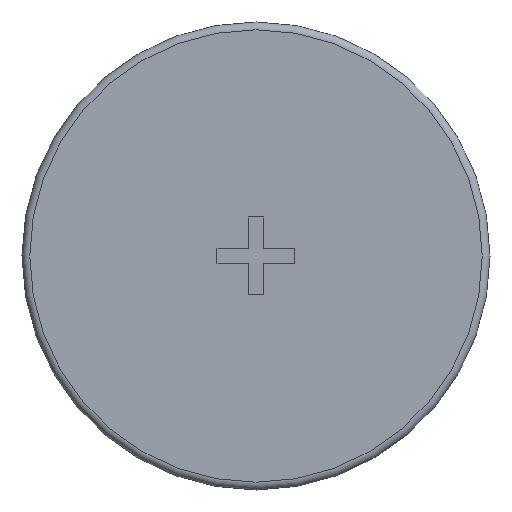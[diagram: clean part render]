
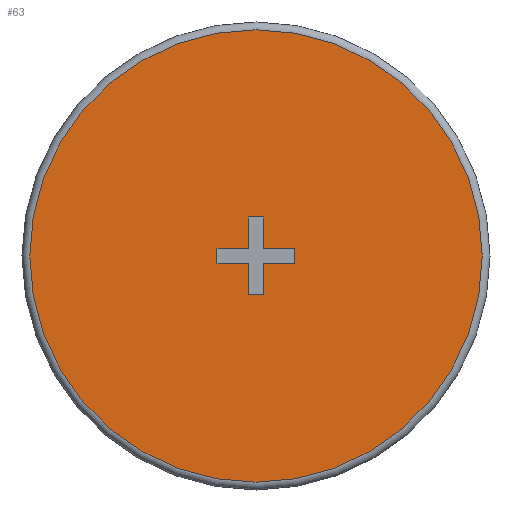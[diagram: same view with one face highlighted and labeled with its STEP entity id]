
A CAD part, front view. The second image highlights one B-rep face of the part: STEP entity #63.
In plain terms, the highlighted planar face has unit normal (0, -1, 0).
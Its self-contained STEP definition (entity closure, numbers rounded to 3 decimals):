
#63 = ADVANCED_FACE( '', ( #133, #134 ), #135, .F. );
#133 = FACE_BOUND( '', #210, .T. );
#134 = FACE_OUTER_BOUND( '', #211, .T. );
#135 = PLANE( '', #212 );
#210 = EDGE_LOOP( '', ( #328, #329, #330, #331, #332, #333, #334, #335, #336, #337, #338, #339 ) );
#211 = EDGE_LOOP( '', ( #340 ) );
#212 = AXIS2_PLACEMENT_3D( '', #341, #342, #343 );
#328 = ORIENTED_EDGE( '', *, *, #430, .T. );
#329 = ORIENTED_EDGE( '', *, *, #449, .F. );
#330 = ORIENTED_EDGE( '', *, *, #464, .T. );
#331 = ORIENTED_EDGE( '', *, *, #460, .T. );
#332 = ORIENTED_EDGE( '', *, *, #465, .T. );
#333 = ORIENTED_EDGE( '', *, *, #452, .T. );
#334 = ORIENTED_EDGE( '', *, *, #466, .T. );
#335 = ORIENTED_EDGE( '', *, *, #456, .T. );
#336 = ORIENTED_EDGE( '', *, *, #467, .T. );
#337 = ORIENTED_EDGE( '', *, *, #468, .T. );
#338 = ORIENTED_EDGE( '', *, *, #425, .T. );
#339 = ORIENTED_EDGE( '', *, *, #469, .T. );
#340 = ORIENTED_EDGE( '', *, *, #470, .T. );
#341 = CARTESIAN_POINT( '', ( 14.5, 0., 0. ) );
#342 = DIRECTION( '', ( 0., 1., 0. ) );
#343 = DIRECTION( '', ( 0., 0., 1. ) );
#425 = EDGE_CURVE( '', #491, #492, #493, .T. );
#430 = EDGE_CURVE( '', #500, #501, #502, .T. );
#449 = EDGE_CURVE( '', #533, #501, #534, .T. );
#452 = EDGE_CURVE( '', #537, #538, #539, .T. );
#456 = EDGE_CURVE( '', #543, #544, #545, .T. );
#460 = EDGE_CURVE( '', #549, #550, #551, .T. );
#464 = EDGE_CURVE( '', #533, #549, #555, .T. );
#465 = EDGE_CURVE( '', #550, #537, #556, .T. );
#466 = EDGE_CURVE( '', #538, #543, #557, .T. );
#467 = EDGE_CURVE( '', #544, #558, #559, .T. );
#468 = EDGE_CURVE( '', #558, #491, #560, .T. );
#469 = EDGE_CURVE( '', #492, #500, #561, .T. );
#470 = EDGE_CURVE( '', #562, #562, #563, .T. );
#491 = VERTEX_POINT( '', #586 );
#492 = VERTEX_POINT( '', #587 );
#493 = LINE( '', #588, #589 );
#500 = VERTEX_POINT( '', #599 );
#501 = VERTEX_POINT( '', #600 );
#502 = LINE( '', #601, #602 );
#533 = VERTEX_POINT( '', #646 );
#534 = LINE( '', #647, #648 );
#537 = VERTEX_POINT( '', #652 );
#538 = VERTEX_POINT( '', #653 );
#539 = LINE( '', #654, #655 );
#543 = VERTEX_POINT( '', #661 );
#544 = VERTEX_POINT( '', #662 );
#545 = LINE( '', #663, #664 );
#549 = VERTEX_POINT( '', #670 );
#550 = VERTEX_POINT( '', #671 );
#551 = LINE( '', #672, #673 );
#555 = LINE( '', #679, #680 );
#556 = LINE( '', #681, #682 );
#557 = LINE( '', #683, #684 );
#558 = VERTEX_POINT( '', #685 );
#559 = LINE( '', #686, #687 );
#560 = LINE( '', #688, #689 );
#561 = LINE( '', #690, #691 );
#562 = VERTEX_POINT( '', #692 );
#563 = CIRCLE( '', #693, 14.5 );
#586 = CARTESIAN_POINT( '', ( -0.5, 0., 2.5 ) );
#587 = CARTESIAN_POINT( '', ( 0.5, 0., 2.5 ) );
#588 = CARTESIAN_POINT( '', ( -0.5, 0., 2.5 ) );
#589 = VECTOR( '', #717, 1000. );
#599 = CARTESIAN_POINT( '', ( 0.5, 0., 0.5 ) );
#600 = CARTESIAN_POINT( '', ( 2.5, 0., 0.5 ) );
#601 = CARTESIAN_POINT( '', ( 0.5, 0., 0.5 ) );
#602 = VECTOR( '', #721, 1000. );
#646 = CARTESIAN_POINT( '', ( 2.5, 0., -0.5 ) );
#647 = CARTESIAN_POINT( '', ( 2.5, 0., 0. ) );
#648 = VECTOR( '', #741, 1000. );
#652 = CARTESIAN_POINT( '', ( -0.5, 0., -2.5 ) );
#653 = CARTESIAN_POINT( '', ( -0.5, 0., -0.5 ) );
#654 = CARTESIAN_POINT( '', ( -0.5, 0., -2.5 ) );
#655 = VECTOR( '', #743, 1000. );
#661 = CARTESIAN_POINT( '', ( -2.5, 0., -0.5 ) );
#662 = CARTESIAN_POINT( '', ( -2.5, 0., 0.5 ) );
#663 = CARTESIAN_POINT( '', ( -2.5, 0., -0.5 ) );
#664 = VECTOR( '', #746, 1000. );
#670 = CARTESIAN_POINT( '', ( 0.5, 0., -0.5 ) );
#671 = CARTESIAN_POINT( '', ( 0.5, 0., -2.5 ) );
#672 = CARTESIAN_POINT( '', ( 0.5, 0., -0.5 ) );
#673 = VECTOR( '', #749, 1000. );
#679 = CARTESIAN_POINT( '', ( 2.5, 0., -0.5 ) );
#680 = VECTOR( '', #752, 1000. );
#681 = CARTESIAN_POINT( '', ( 0.5, 0., -2.5 ) );
#682 = VECTOR( '', #753, 1000. );
#683 = CARTESIAN_POINT( '', ( -0.5, 0., -0.5 ) );
#684 = VECTOR( '', #754, 1000. );
#685 = CARTESIAN_POINT( '', ( -0.5, 0., 0.5 ) );
#686 = CARTESIAN_POINT( '', ( -2.5, 0., 0.5 ) );
#687 = VECTOR( '', #755, 1000. );
#688 = CARTESIAN_POINT( '', ( -0.5, 0., 0.5 ) );
#689 = VECTOR( '', #756, 1000. );
#690 = CARTESIAN_POINT( '', ( 0.5, 0., 2.5 ) );
#691 = VECTOR( '', #757, 1000. );
#692 = CARTESIAN_POINT( '', ( 0., 0., -14.5 ) );
#693 = AXIS2_PLACEMENT_3D( '', #758, #759, #760 );
#717 = DIRECTION( '', ( 1., 0., 0. ) );
#721 = DIRECTION( '', ( 1., 0., 0. ) );
#741 = DIRECTION( '', ( 0., 0., 1. ) );
#743 = DIRECTION( '', ( 0., 0., 1. ) );
#746 = DIRECTION( '', ( 0., 0., 1. ) );
#749 = DIRECTION( '', ( 0., 0., -1. ) );
#752 = DIRECTION( '', ( -1., 0., 0. ) );
#753 = DIRECTION( '', ( -1., 0., 0. ) );
#754 = DIRECTION( '', ( -1., 0., 0. ) );
#755 = DIRECTION( '', ( 1., 0., 0. ) );
#756 = DIRECTION( '', ( 0., 0., 1. ) );
#757 = DIRECTION( '', ( 0., 0., -1. ) );
#758 = CARTESIAN_POINT( '', ( 0., 0., 0. ) );
#759 = DIRECTION( '', ( 0., -1., 0. ) );
#760 = DIRECTION( '', ( 0., 0., -1. ) );
